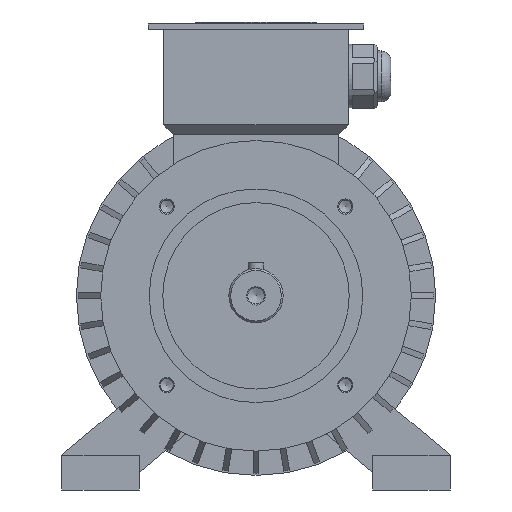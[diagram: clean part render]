
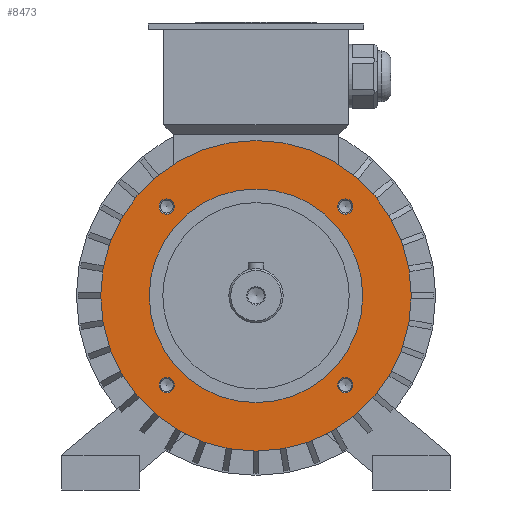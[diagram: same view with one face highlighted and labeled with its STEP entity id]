
A CAD part, front view. The second image highlights one B-rep face of the part: STEP entity #8473.
In plain terms, the highlighted planar face has unit normal (0, -1, 0).
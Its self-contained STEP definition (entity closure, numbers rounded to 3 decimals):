
#230=CIRCLE('',#8742,3.924);
#234=CIRCLE('',#8750,3.924);
#238=CIRCLE('',#8758,3.924);
#356=CIRCLE('',#8981,80.);
#358=CIRCLE('',#8984,3.924);
#359=CIRCLE('',#8985,55.);
#1013=ORIENTED_EDGE('',*,*,#2284,.T.);
#1014=ORIENTED_EDGE('',*,*,#2288,.T.);
#1015=ORIENTED_EDGE('',*,*,#2292,.T.);
#1016=ORIENTED_EDGE('',*,*,#2699,.T.);
#1017=ORIENTED_EDGE('',*,*,#2700,.T.);
#1018=ORIENTED_EDGE('',*,*,#2697,.F.);
#2284=EDGE_CURVE('',#3183,#3183,#230,.T.);
#2288=EDGE_CURVE('',#3188,#3188,#234,.T.);
#2292=EDGE_CURVE('',#3193,#3193,#238,.T.);
#2697=EDGE_CURVE('',#3522,#3522,#356,.T.);
#2699=EDGE_CURVE('',#3524,#3524,#358,.T.);
#2700=EDGE_CURVE('',#3525,#3525,#359,.T.);
#3183=VERTEX_POINT('',#11186);
#3188=VERTEX_POINT('',#11199);
#3193=VERTEX_POINT('',#11212);
#3522=VERTEX_POINT('',#12027);
#3524=VERTEX_POINT('',#12032);
#3525=VERTEX_POINT('',#12034);
#5041=EDGE_LOOP('',(#1013));
#5042=EDGE_LOOP('',(#1014));
#5043=EDGE_LOOP('',(#1015));
#5044=EDGE_LOOP('',(#1016));
#5045=EDGE_LOOP('',(#1017));
#5046=EDGE_LOOP('',(#1018));
#5446=FACE_BOUND('',#5041,.T.);
#5447=FACE_BOUND('',#5042,.T.);
#5448=FACE_BOUND('',#5043,.T.);
#5449=FACE_BOUND('',#5044,.T.);
#5450=FACE_BOUND('',#5045,.T.);
#5451=FACE_BOUND('',#5046,.T.);
#5811=PLANE('',#8983);
#8473=ADVANCED_FACE('',(#5446,#5447,#5448,#5449,#5450,#5451),#5811,.F.);
#8742=AXIS2_PLACEMENT_3D('',#11185,#9380,#9381);
#8750=AXIS2_PLACEMENT_3D('',#11198,#9396,#9397);
#8758=AXIS2_PLACEMENT_3D('',#11211,#9412,#9413);
#8981=AXIS2_PLACEMENT_3D('',#12026,#10121,#10122);
#8983=AXIS2_PLACEMENT_3D('',#12030,#10125,#10126);
#8984=AXIS2_PLACEMENT_3D('',#12031,#10127,#10128);
#8985=AXIS2_PLACEMENT_3D('',#12033,#10129,#10130);
#9380=DIRECTION('',(0.,1.,0.));
#9381=DIRECTION('',(0.,0.,1.));
#9396=DIRECTION('',(0.,1.,0.));
#9397=DIRECTION('',(-1.,0.,0.));
#9412=DIRECTION('',(0.,1.,0.));
#9413=DIRECTION('',(0.,0.,-1.));
#10121=DIRECTION('',(0.,1.,0.));
#10122=DIRECTION('',(1.,0.,0.));
#10125=DIRECTION('',(0.,1.,0.));
#10126=DIRECTION('',(0.,0.,1.));
#10127=DIRECTION('',(0.,1.,0.));
#10128=DIRECTION('',(1.,0.,0.));
#10129=DIRECTION('',(0.,1.,0.));
#10130=DIRECTION('',(1.,0.,0.));
#11185=CARTESIAN_POINT('',(-45.962,-35.,-45.962));
#11186=CARTESIAN_POINT('',(-45.962,-35.,-42.038));
#11198=CARTESIAN_POINT('',(45.962,-35.,-45.962));
#11199=CARTESIAN_POINT('',(42.038,-35.,-45.962));
#11211=CARTESIAN_POINT('',(45.962,-35.,45.962));
#11212=CARTESIAN_POINT('',(45.962,-35.,42.038));
#12026=CARTESIAN_POINT('',(0.,-35.,0.));
#12027=CARTESIAN_POINT('',(80.,-35.,0.));
#12030=CARTESIAN_POINT('',(0.,-35.,0.));
#12031=CARTESIAN_POINT('',(-45.962,-35.,45.962));
#12032=CARTESIAN_POINT('',(-42.038,-35.,45.962));
#12033=CARTESIAN_POINT('',(0.,-35.,0.));
#12034=CARTESIAN_POINT('',(55.,-35.,0.));
